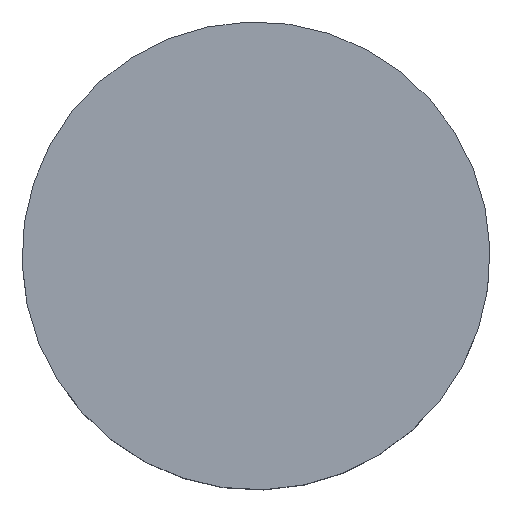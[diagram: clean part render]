
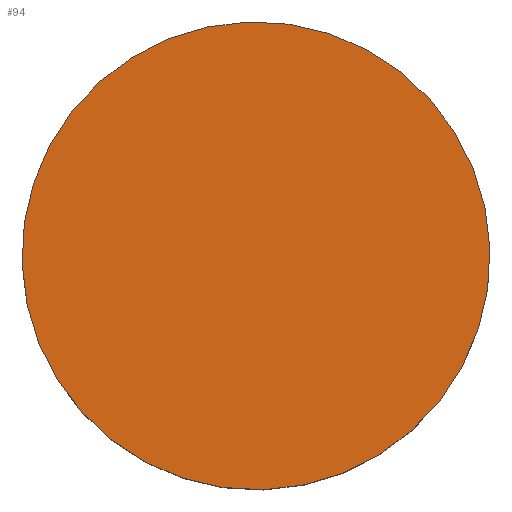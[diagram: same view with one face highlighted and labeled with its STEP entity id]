
A CAD part, top view. The second image highlights one B-rep face of the part: STEP entity #94.
In plain terms, the highlighted planar face has unit normal (0, 0, 1).
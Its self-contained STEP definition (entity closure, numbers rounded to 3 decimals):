
#35=FACE_OUTER_BOUND('',#43,.T.);
#43=EDGE_LOOP('',(#82));
#50=CIRCLE('',#120,8.);
#56=VERTEX_POINT('',#177);
#64=EDGE_CURVE('',#56,#56,#50,.T.);
#82=ORIENTED_EDGE('',*,*,#64,.T.);
#87=PLANE('',#122);
#94=ADVANCED_FACE('',(#35),#87,.T.);
#120=AXIS2_PLACEMENT_3D('',#178,#149,#150);
#122=AXIS2_PLACEMENT_3D('',#182,#154,#155);
#149=DIRECTION('center_axis',(0.,0.,
1.));
#150=DIRECTION('ref_axis',(-1.,0.,0.));
#154=DIRECTION('center_axis',(0.,0.,
1.));
#155=DIRECTION('ref_axis',(-1.,0.,0.));
#177=CARTESIAN_POINT('',(-20.229,0.,15.));
#178=CARTESIAN_POINT('Origin',(-28.229,0.,15.));
#182=CARTESIAN_POINT('Origin',(-28.229,0.,15.));
